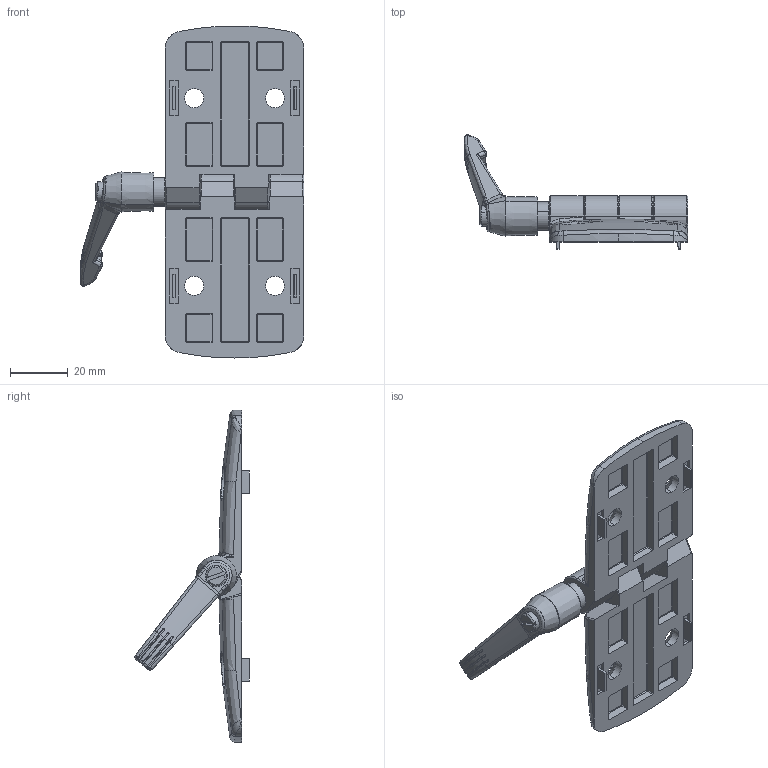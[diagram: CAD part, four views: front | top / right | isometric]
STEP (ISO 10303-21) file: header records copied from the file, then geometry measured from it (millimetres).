
FILE_DESCRIPTION (( 'STEP AP214' ), '1' );
FILE_NAME ('095kf6060f08.STEP', '2014-08-13T14:09:03', ( '' ), ( '' ), 'SwSTEP 2.0', 'SolidWorks 2014', '' );
FILE_SCHEMA (( 'AUTOMOTIVE_DESIGN' ));
Length unit declared in the file: millimetre
Products named in the file (8): 4din912m650m_4 din 912 m06 50 m; 12843f06k_M5; zahnring-1_m5; griff-1-m5; 095k60f00_095 k 60 f08; 095k60f00_095 kf 60 f08; 095kf6060f08; 095k-02k
Assembly tree (7 placements, depth 3):
  095kf6060f08
    095k60f00_095 kf 60 f08
    095k60f00_095 k 60 f08
    12843f06k_M5
      griff-1-m5
      zahnring-1_m5
    4din912m650m_4 din 912 m06 50 m
    095k-02k
Bounding box: 77.49 x 39.6 x 115 mm (x, y, z)
Volume: 35890.2 mm3; surface area: 23073.8 mm2
Topology: 6 solids, 6 shells, 665 faces, 1691 edges, 1048 vertices
Faces by surface type: plane 296, bspline 140, cylinder 122, torus 54, cone 39, sphere 14
Entity records: 24483 total; most frequent: CARTESIAN_POINT 9199, ORIENTED_EDGE 3350, DIRECTION 2830, EDGE_CURVE 1675, VERTEX_POINT 1044, AXIS2_PLACEMENT_3D 1000, LINE 830, VECTOR 830
